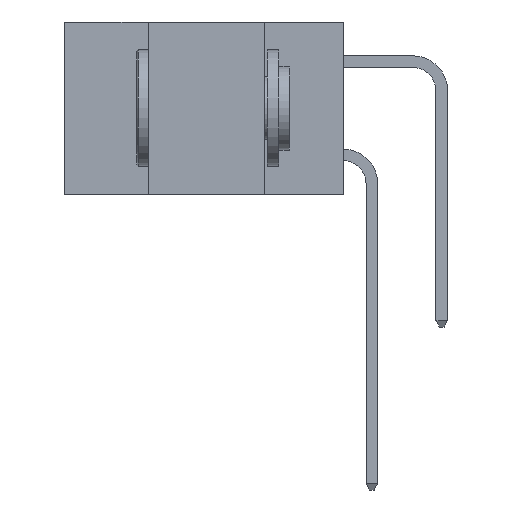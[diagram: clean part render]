
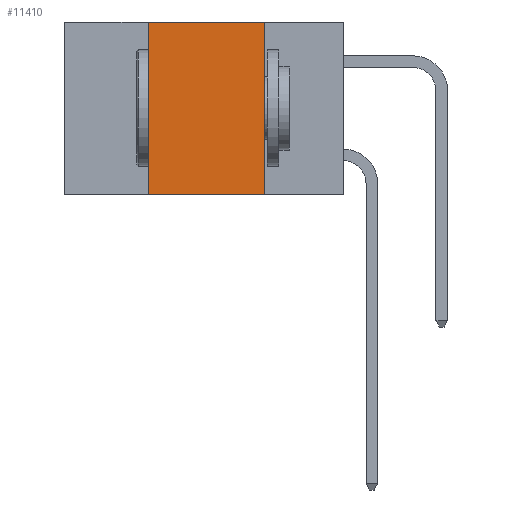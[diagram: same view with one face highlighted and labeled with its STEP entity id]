
A CAD part, left-side view. The second image highlights one B-rep face of the part: STEP entity #11410.
In plain terms, the highlighted planar face has unit normal (-1, 0, 0).
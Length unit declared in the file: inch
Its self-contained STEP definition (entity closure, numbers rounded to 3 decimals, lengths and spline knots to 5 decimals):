
#331 = LINE ( 'NONE', #7294, #7404 ) ;
#349 = VERTEX_POINT ( 'NONE', #8110 ) ;
#851 = DIRECTION ( 'NONE',  ( 0., -1., 0. ) ) ;
#1180 = FACE_OUTER_BOUND ( 'NONE', #2343, .T. ) ;
#1769 = ORIENTED_EDGE ( 'NONE', *, *, #5516, .F. ) ;
#2343 = EDGE_LOOP ( 'NONE', ( #6363, #1769, #6657, #8947 ) ) ;
#2679 = DIRECTION ( 'NONE',  ( 1., 0., 0. ) ) ;
#2691 = VECTOR ( 'NONE', #9694, 39.37008 ) ;
#2828 = VERTEX_POINT ( 'NONE', #8919 ) ;
#2870 = VERTEX_POINT ( 'NONE', #7224 ) ;
#3562 = PLANE ( 'NONE',  #11541 ) ;
#3739 = CARTESIAN_POINT ( 'NONE',  ( 0., 0.6, -0.37 ) ) ;
#4311 = EDGE_CURVE ( 'NONE', #10631, #349, #4881, .T. ) ;
#4474 = CARTESIAN_POINT ( 'NONE',  ( 0., 0.6, 0. ) ) ;
#4658 = DIRECTION ( 'NONE',  ( 0., -1., 0. ) ) ;
#4881 = LINE ( 'NONE', #3739, #9283 ) ;
#4922 = EDGE_CURVE ( 'NONE', #10631, #2828, #331, .T. ) ;
#5516 = EDGE_CURVE ( 'NONE', #2828, #2870, #6559, .T. ) ;
#5910 = CARTESIAN_POINT ( 'NONE',  ( 0., 0.42, -0.37 ) ) ;
#6137 = EDGE_CURVE ( 'NONE', #2870, #349, #7513, .T. ) ;
#6211 = CARTESIAN_POINT ( 'NONE',  ( 0., 0.17, -0.37 ) ) ;
#6363 = ORIENTED_EDGE ( 'NONE', *, *, #6137, .F. ) ;
#6377 = CARTESIAN_POINT ( 'NONE',  ( 0., 0.6, 0. ) ) ;
#6559 = LINE ( 'NONE', #6377, #10569 ) ;
#6657 = ORIENTED_EDGE ( 'NONE', *, *, #4922, .F. ) ;
#7224 = CARTESIAN_POINT ( 'NONE',  ( 0., 0.17, 0. ) ) ;
#7294 = CARTESIAN_POINT ( 'NONE',  ( 0., 0.42, -0.37 ) ) ;
#7404 = VECTOR ( 'NONE', #9866, 39.37008 ) ;
#7513 = LINE ( 'NONE', #6211, #2691 ) ;
#8110 = CARTESIAN_POINT ( 'NONE',  ( 0., 0.17, -0.37 ) ) ;
#8919 = CARTESIAN_POINT ( 'NONE',  ( 0., 0.42, 0. ) ) ;
#8929 = DIRECTION ( 'NONE',  ( 0., 0., -1. ) ) ;
#8947 = ORIENTED_EDGE ( 'NONE', *, *, #4311, .T. ) ;
#9283 = VECTOR ( 'NONE', #4658, 39.37008 ) ;
#9694 = DIRECTION ( 'NONE',  ( 0., 0., -1. ) ) ;
#9866 = DIRECTION ( 'NONE',  ( 0., 0., 1. ) ) ;
#10569 = VECTOR ( 'NONE', #851, 39.37008 ) ;
#10631 = VERTEX_POINT ( 'NONE', #5910 ) ;
#11410 = ADVANCED_FACE ( 'NONE', ( #1180 ), #3562, .F. ) ;
#11541 = AXIS2_PLACEMENT_3D ( 'NONE', #4474, #2679, #8929 ) ;
